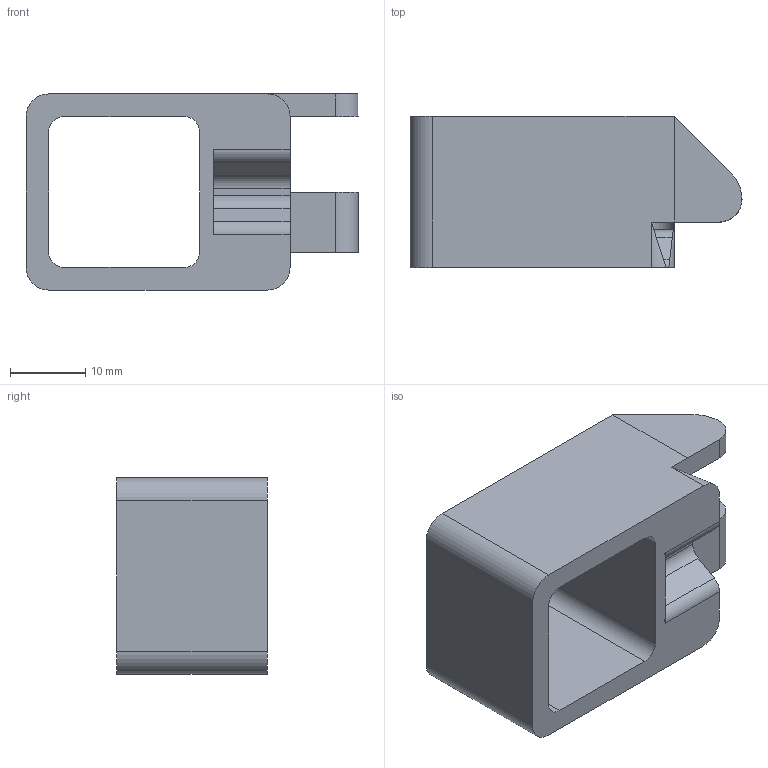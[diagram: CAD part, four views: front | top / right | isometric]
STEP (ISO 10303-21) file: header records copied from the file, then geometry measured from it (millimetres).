
FILE_DESCRIPTION(('FreeCAD Model'),'2;1');
FILE_NAME('Holder.step', '2018-03-01T20:14:13',('Author'),(''), 'Open CASCADE STEP processor 6.8','FreeCAD','Unknown');
FILE_SCHEMA(('AUTOMOTIVE_DESIGN_CC2 { 1 2 10303 214 -1 1 5 4 }'));
Length unit declared in the file: millimetre
Products named in the file (2): ASSEMBLY; Holder
Assembly tree (1 placements, depth 2):
  ASSEMBLY
    Holder
Bounding box: 44 x 20 x 26 mm (x, y, z)
Volume: 10752.5 mm3; surface area: 5417.4 mm2
Topology: 1 solids, 1 shells, 40 faces, 108 edges, 71 vertices
Faces by surface type: plane 24, cylinder 16
Entity records: 2738 total; most frequent: CARTESIAN_POINT 583, DIRECTION 393, LINE 236, VECTOR 236, ORIENTED_EDGE 216, PCURVE 216, DEFINITIONAL_REPRESENTATION 216, EDGE_CURVE 108
